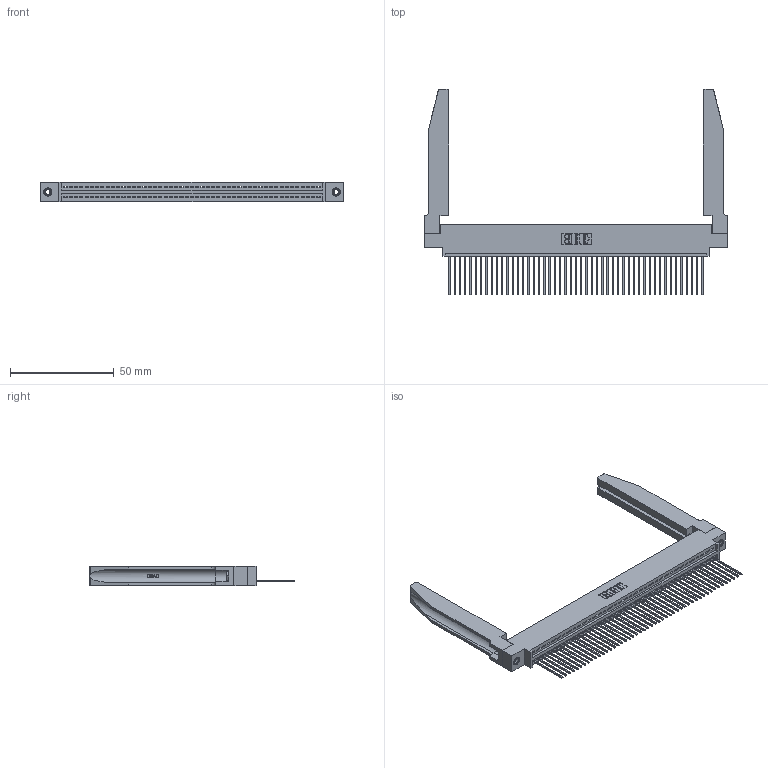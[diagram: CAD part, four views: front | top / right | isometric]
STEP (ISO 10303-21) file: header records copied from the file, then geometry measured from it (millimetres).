
FILE_DESCRIPTION (( 'STEP AP203' ), '1' );
FILE_NAME ('345-049-541-678.STEP', '2019-10-09T09:07:17', ( '' ), ( '' ), 'SwSTEP 2.0', 'SolidWorks 2016', '' );
FILE_SCHEMA (( 'CONFIG_CONTROL_DESIGN' ));
Length unit declared in the file: inch
Products named in the file (5): 345-049-541-678; 345-250-001_345-250-001-102; 345 Part_0.170 Offset - 0.156 Dia-TH; 345-220-078_345-220-078; 345-292-001_345-293-141
Assembly tree (54 placements, depth 2):
  345-049-541-678
    345 Part_0.170 Offset - 0.156 Dia-TH
    345-292-001_345-293-141  x49
    345-250-001_345-250-001-102  x2
    345-220-078_345-220-078  x2
Bounding box: 145.69 x 99.24 x 9.4 mm (x, y, z)
Volume: 21714.4 mm3; surface area: 26548.8 mm2
Topology: 54 solids, 54 shells, 3206 faces, 9585 edges, 6314 vertices
Faces by surface type: plane 2186, cylinder 968, bspline 36, cone 12, torus 4
Entity records: 40826 total; most frequent: CARTESIAN_POINT 7970, ORIENTED_EDGE 6850, DIRECTION 5957, EDGE_CURVE 3425, LINE 3003, VECTOR 3003, VERTEX_POINT 2276, AXIS2_PLACEMENT_3D 1477
